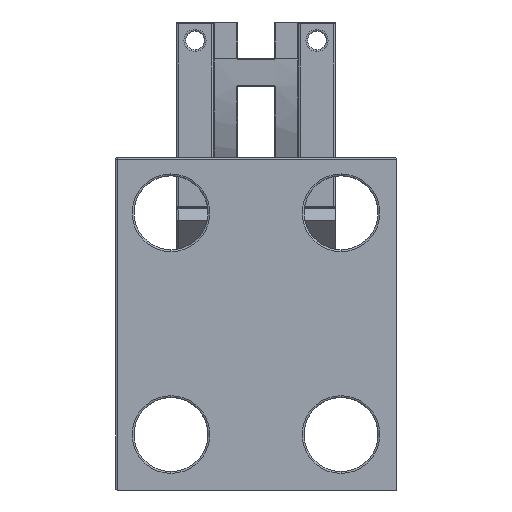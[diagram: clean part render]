
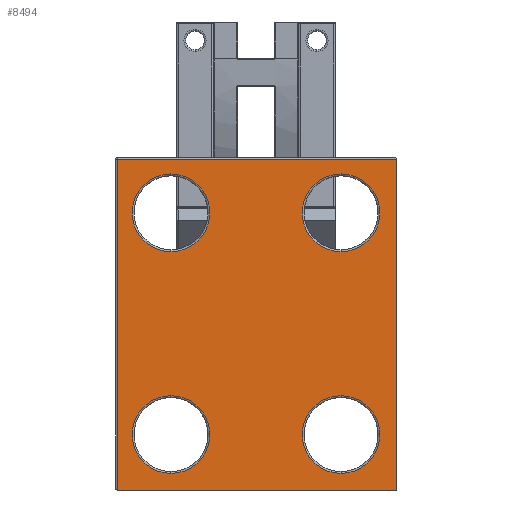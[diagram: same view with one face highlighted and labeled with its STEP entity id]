
A CAD part, front view. The second image highlights one B-rep face of the part: STEP entity #8494.
In plain terms, the highlighted planar face has unit normal (0, -1, 0).
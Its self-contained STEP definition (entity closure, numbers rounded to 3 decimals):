
#190 = EDGE_CURVE ( 'NONE', #3673, #13167, #9261, .T. ) ;
#341 = CARTESIAN_POINT ( 'NONE',  ( 1.5, -75.607, -50.891 ) ) ;
#538 = CARTESIAN_POINT ( 'NONE',  ( 1.5, -75.607, -1.391 ) ) ;
#723 = CIRCLE ( 'NONE', #15517, 10.5 ) ;
#1102 = FACE_BOUND ( 'NONE', #5706, .T. ) ;
#1174 = DIRECTION ( 'NONE',  ( 0., 1., 0. ) ) ;
#1428 = DIRECTION ( 'NONE',  ( 0., 0., -1. ) ) ;
#1593 = CARTESIAN_POINT ( 'NONE',  ( 1.5, -75.607, 9.109 ) ) ;
#1619 = DIRECTION ( 'NONE',  ( 0., 1., 0. ) ) ;
#1707 = DIRECTION ( 'NONE',  ( 0., 1., 0. ) ) ;
#1722 = AXIS2_PLACEMENT_3D ( 'NONE', #5264, #1707, #10315 ) ;
#1760 = DIRECTION ( 'NONE',  ( 0., 0., -1. ) ) ;
#1876 = CARTESIAN_POINT ( 'NONE',  ( -59.5, -75.607, 13.109 ) ) ;
#1917 = DIRECTION ( 'NONE',  ( 0., 0., -1. ) ) ;
#1954 = CARTESIAN_POINT ( 'NONE',  ( -59., -75.607, 13.109 ) ) ;
#2281 = EDGE_CURVE ( 'NONE', #15030, #14582, #4437, .T. ) ;
#2415 = DIRECTION ( 'NONE',  ( 0., -1., 0. ) ) ;
#2502 = EDGE_LOOP ( 'NONE', ( #4059, #13915 ) ) ;
#2813 = DIRECTION ( 'NONE',  ( 0., 1., 0. ) ) ;
#2954 = CARTESIAN_POINT ( 'NONE',  ( -59., -75.607, -76.391 ) ) ;
#2990 = EDGE_LOOP ( 'NONE', ( #8253, #8267 ) ) ;
#3014 = CARTESIAN_POINT ( 'NONE',  ( -44.5, -75.607, -71.891 ) ) ;
#3065 = AXIS2_PLACEMENT_3D ( 'NONE', #4893, #1174, #4979 ) ;
#3143 = EDGE_CURVE ( 'NONE', #14332, #3311, #16087, .T. ) ;
#3311 = VERTEX_POINT ( 'NONE', #12991 ) ;
#3658 = LINE ( 'NONE', #2954, #12687 ) ;
#3673 = VERTEX_POINT ( 'NONE', #3014 ) ;
#3861 = CARTESIAN_POINT ( 'NONE',  ( 1.5, -75.607, -1.391 ) ) ;
#3886 = CIRCLE ( 'NONE', #10222, 10.5 ) ;
#3905 = FACE_BOUND ( 'NONE', #12216, .T. ) ;
#4020 = DIRECTION ( 'NONE',  ( 0., 0., -1. ) ) ;
#4059 = ORIENTED_EDGE ( 'NONE', *, *, #5843, .T. ) ;
#4128 = ORIENTED_EDGE ( 'NONE', *, *, #8242, .T. ) ;
#4351 = DIRECTION ( 'NONE',  ( -1., 0., 0. ) ) ;
#4437 = LINE ( 'NONE', #1876, #9864 ) ;
#4584 = CARTESIAN_POINT ( 'NONE',  ( -59.5, -75.607, -76.391 ) ) ;
#4735 = VECTOR ( 'NONE', #9617, 1000. ) ;
#4753 = VERTEX_POINT ( 'NONE', #7494 ) ;
#4819 = FACE_BOUND ( 'NONE', #2990, .T. ) ;
#4893 = CARTESIAN_POINT ( 'NONE',  ( 1.5, -75.607, -61.391 ) ) ;
#4979 = DIRECTION ( 'NONE',  ( 0., 0., -1. ) ) ;
#5132 = PLANE ( 'NONE',  #10765 ) ;
#5254 = DIRECTION ( 'NONE',  ( 0., 0., -1. ) ) ;
#5264 = CARTESIAN_POINT ( 'NONE',  ( 1.5, -75.607, -61.391 ) ) ;
#5706 = EDGE_LOOP ( 'NONE', ( #4128, #6595 ) ) ;
#5843 = EDGE_CURVE ( 'NONE', #15506, #10118, #6977, .T. ) ;
#5913 = CIRCLE ( 'NONE', #14394, 10.5 ) ;
#6242 = AXIS2_PLACEMENT_3D ( 'NONE', #538, #10439, #1428 ) ;
#6437 = ORIENTED_EDGE ( 'NONE', *, *, #15883, .T. ) ;
#6595 = ORIENTED_EDGE ( 'NONE', *, *, #3143, .T. ) ;
#6640 = VERTEX_POINT ( 'NONE', #9770 ) ;
#6977 = CIRCLE ( 'NONE', #1722, 10.5 ) ;
#7201 = ORIENTED_EDGE ( 'NONE', *, *, #8966, .T. ) ;
#7343 = CARTESIAN_POINT ( 'NONE',  ( 16.5, -75.607, -76.391 ) ) ;
#7416 = EDGE_CURVE ( 'NONE', #8191, #6640, #14198, .T. ) ;
#7494 = CARTESIAN_POINT ( 'NONE',  ( -59., -75.607, -76.391 ) ) ;
#7615 = CARTESIAN_POINT ( 'NONE',  ( 16.5, -75.607, 13.609 ) ) ;
#7672 = DIRECTION ( 'NONE',  ( 0., 0., -1. ) ) ;
#7694 = ORIENTED_EDGE ( 'NONE', *, *, #9458, .T. ) ;
#7763 = DIRECTION ( 'NONE',  ( 0., 0., 1. ) ) ;
#8191 = VERTEX_POINT ( 'NONE', #1593 ) ;
#8193 = DIRECTION ( 'NONE',  ( 0., 1., 0. ) ) ;
#8242 = EDGE_CURVE ( 'NONE', #3311, #14332, #723, .T. ) ;
#8253 = ORIENTED_EDGE ( 'NONE', *, *, #15182, .T. ) ;
#8267 = ORIENTED_EDGE ( 'NONE', *, *, #7416, .T. ) ;
#8293 = VECTOR ( 'NONE', #7763, 1000. ) ;
#8494 = ADVANCED_FACE ( 'NONE', ( #3905, #11442, #4819, #1102, #8693 ), #5132, .T. ) ;
#8661 = CARTESIAN_POINT ( 'NONE',  ( 16.5, -75.607, 13.109 ) ) ;
#8693 = FACE_OUTER_BOUND ( 'NONE', #9407, .T. ) ;
#8913 = DIRECTION ( 'NONE',  ( 0., 0., -1. ) ) ;
#8966 = EDGE_CURVE ( 'NONE', #14582, #4753, #3658, .T. ) ;
#9006 = LINE ( 'NONE', #7615, #8293 ) ;
#9215 = CARTESIAN_POINT ( 'NONE',  ( -44.5, -75.607, -50.891 ) ) ;
#9261 = CIRCLE ( 'NONE', #14061, 10.5 ) ;
#9407 = EDGE_LOOP ( 'NONE', ( #12945, #7201, #7694, #6437 ) ) ;
#9431 = CARTESIAN_POINT ( 'NONE',  ( -44.5, -75.607, -1.391 ) ) ;
#9458 = EDGE_CURVE ( 'NONE', #4753, #11854, #10711, .T. ) ;
#9523 = CARTESIAN_POINT ( 'NONE',  ( 1.5, -75.607, -71.891 ) ) ;
#9617 = DIRECTION ( 'NONE',  ( 1., 0., 0. ) ) ;
#9770 = CARTESIAN_POINT ( 'NONE',  ( 1.5, -75.607, -11.891 ) ) ;
#9864 = VECTOR ( 'NONE', #4351, 1000. ) ;
#10118 = VERTEX_POINT ( 'NONE', #341 ) ;
#10195 = CIRCLE ( 'NONE', #3065, 10.5 ) ;
#10222 = AXIS2_PLACEMENT_3D ( 'NONE', #12720, #10555, #5254 ) ;
#10315 = DIRECTION ( 'NONE',  ( 0., 0., -1. ) ) ;
#10348 = ORIENTED_EDGE ( 'NONE', *, *, #190, .T. ) ;
#10439 = DIRECTION ( 'NONE',  ( 0., 1., 0. ) ) ;
#10555 = DIRECTION ( 'NONE',  ( 0., 1., 0. ) ) ;
#10711 = LINE ( 'NONE', #4584, #4735 ) ;
#10765 = AXIS2_PLACEMENT_3D ( 'NONE', #13771, #2415, #15247 ) ;
#11442 = FACE_BOUND ( 'NONE', #2502, .T. ) ;
#11623 = CARTESIAN_POINT ( 'NONE',  ( -44.5, -75.607, -1.391 ) ) ;
#11854 = VERTEX_POINT ( 'NONE', #7343 ) ;
#12129 = AXIS2_PLACEMENT_3D ( 'NONE', #9431, #8193, #1917 ) ;
#12216 = EDGE_LOOP ( 'NONE', ( #10348, #15854 ) ) ;
#12307 = EDGE_CURVE ( 'NONE', #10118, #15506, #10195, .T. ) ;
#12687 = VECTOR ( 'NONE', #7672, 1000. ) ;
#12720 = CARTESIAN_POINT ( 'NONE',  ( -44.5, -75.607, -61.391 ) ) ;
#12945 = ORIENTED_EDGE ( 'NONE', *, *, #2281, .T. ) ;
#12991 = CARTESIAN_POINT ( 'NONE',  ( -44.5, -75.607, -11.891 ) ) ;
#13167 = VERTEX_POINT ( 'NONE', #9215 ) ;
#13210 = EDGE_CURVE ( 'NONE', #13167, #3673, #3886, .T. ) ;
#13771 = CARTESIAN_POINT ( 'NONE',  ( 0., -75.607, 0. ) ) ;
#13915 = ORIENTED_EDGE ( 'NONE', *, *, #12307, .T. ) ;
#14061 = AXIS2_PLACEMENT_3D ( 'NONE', #16320, #2813, #8913 ) ;
#14132 = CARTESIAN_POINT ( 'NONE',  ( -44.5, -75.607, 9.109 ) ) ;
#14198 = CIRCLE ( 'NONE', #6242, 10.5 ) ;
#14332 = VERTEX_POINT ( 'NONE', #14132 ) ;
#14394 = AXIS2_PLACEMENT_3D ( 'NONE', #3861, #1619, #4020 ) ;
#14582 = VERTEX_POINT ( 'NONE', #1954 ) ;
#15030 = VERTEX_POINT ( 'NONE', #8661 ) ;
#15182 = EDGE_CURVE ( 'NONE', #6640, #8191, #5913, .T. ) ;
#15247 = DIRECTION ( 'NONE',  ( 0., 0., -1. ) ) ;
#15506 = VERTEX_POINT ( 'NONE', #9523 ) ;
#15517 = AXIS2_PLACEMENT_3D ( 'NONE', #11623, #15590, #1760 ) ;
#15590 = DIRECTION ( 'NONE',  ( 0., 1., 0. ) ) ;
#15854 = ORIENTED_EDGE ( 'NONE', *, *, #13210, .T. ) ;
#15883 = EDGE_CURVE ( 'NONE', #11854, #15030, #9006, .T. ) ;
#16087 = CIRCLE ( 'NONE', #12129, 10.5 ) ;
#16320 = CARTESIAN_POINT ( 'NONE',  ( -44.5, -75.607, -61.391 ) ) ;
